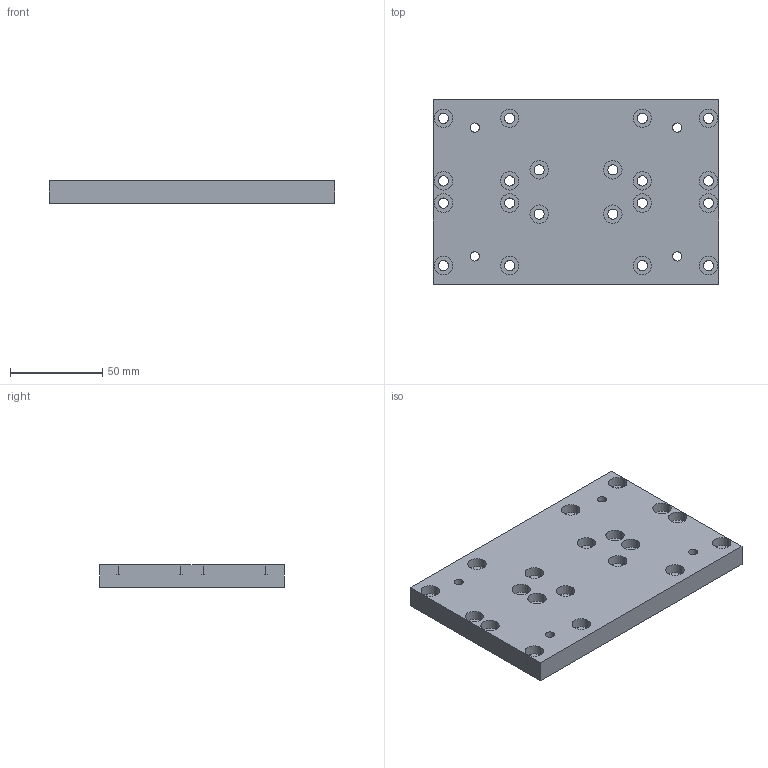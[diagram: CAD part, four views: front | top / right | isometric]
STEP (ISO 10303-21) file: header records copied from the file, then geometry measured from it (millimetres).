
FILE_DESCRIPTION (( 'STEP AP214' ), '1' );
FILE_NAME ('100-01 1 304 PLAQUE SUPPORT BROCHE.STEP', '2022-01-23T09:35:01', ( '' ), ( '' ), 'SwSTEP 2.0', 'SolidWorks 2020', '' );
FILE_SCHEMA (( 'AUTOMOTIVE_DESIGN' ));
Length unit declared in the file: millimetre
Products named in the file (1): 100-01 1 304 PLAQUE SUPPORT BROCHE
Bounding box: 155 x 100 x 12 mm (x, y, z)
Volume: 173439.1 mm3; surface area: 42440.3 mm2
Topology: 1 solids, 1 shells, 114 faces, 276 edges, 184 vertices
Faces by surface type: cylinder 88, plane 26
Entity records: 3654 total; most frequent: DIRECTION 682, CARTESIAN_POINT 575, ORIENTED_EDGE 552, AXIS2_PLACEMENT_3D 291, EDGE_CURVE 276, VERTEX_POINT 184, EDGE_LOOP 182, CIRCLE 176
